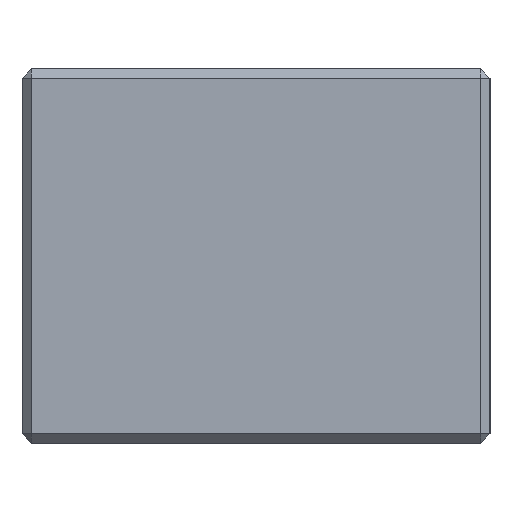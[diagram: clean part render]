
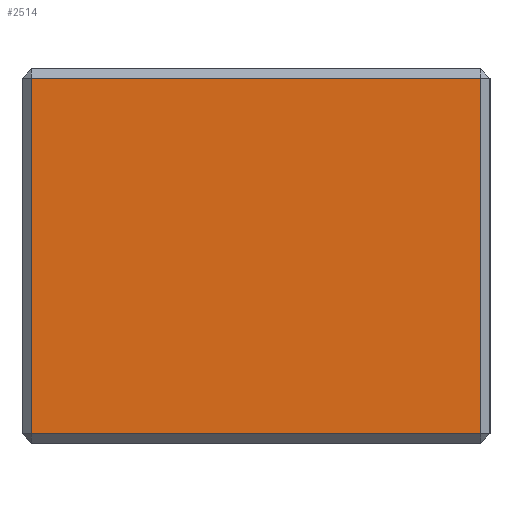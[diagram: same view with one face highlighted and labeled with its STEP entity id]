
A CAD part, left-side view. The second image highlights one B-rep face of the part: STEP entity #2514.
In plain terms, the highlighted planar face has unit normal (-1, 0, 0).
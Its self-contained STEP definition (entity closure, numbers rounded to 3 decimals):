
#282 = DIRECTION ( 'NONE',  ( 0., 0., 1. ) ) ;
#307 = CARTESIAN_POINT ( 'NONE',  ( -25., 1., 20. ) ) ;
#473 = DIRECTION ( 'NONE',  ( 0., 0., -1. ) ) ;
#1132 = AXIS2_PLACEMENT_3D ( 'NONE', #3506, #4986, #2769 ) ;
#1134 = ORIENTED_EDGE ( 'NONE', *, *, #1219, .T. ) ;
#1181 = DIRECTION ( 'NONE',  ( 0., 1., 0. ) ) ;
#1219 = EDGE_CURVE ( 'NONE', #5117, #2156, #5970, .T. ) ;
#1268 = ORIENTED_EDGE ( 'NONE', *, *, #4532, .T. ) ;
#1318 = LINE ( 'NONE', #8750, #9087 ) ;
#1324 = CARTESIAN_POINT ( 'NONE',  ( -25., 1., 19. ) ) ;
#2156 = VERTEX_POINT ( 'NONE', #3959 ) ;
#2514 = ADVANCED_FACE ( 'NONE', ( #5477 ), #2678, .F. ) ;
#2573 = EDGE_CURVE ( 'NONE', #9583, #5117, #1318, .T. ) ;
#2678 = PLANE ( 'NONE',  #1132 ) ;
#2769 = DIRECTION ( 'NONE',  ( 0., 1., 0. ) ) ;
#2904 = VECTOR ( 'NONE', #7577, 1000. ) ;
#3101 = CARTESIAN_POINT ( 'NONE',  ( -25., 49., 19. ) ) ;
#3115 = VERTEX_POINT ( 'NONE', #1324 ) ;
#3506 = CARTESIAN_POINT ( 'NONE',  ( -25., 50., 20. ) ) ;
#3959 = CARTESIAN_POINT ( 'NONE',  ( -25., 1., -19. ) ) ;
#4320 = CARTESIAN_POINT ( 'NONE',  ( -25., 50., 19. ) ) ;
#4476 = CARTESIAN_POINT ( 'NONE',  ( -25., 50., -19. ) ) ;
#4532 = EDGE_CURVE ( 'NONE', #3115, #9583, #5570, .T. ) ;
#4986 = DIRECTION ( 'NONE',  ( 1., 0., 0. ) ) ;
#5117 = VERTEX_POINT ( 'NONE', #7398 ) ;
#5477 = FACE_OUTER_BOUND ( 'NONE', #8256, .T. ) ;
#5570 = LINE ( 'NONE', #4320, #9061 ) ;
#5796 = ORIENTED_EDGE ( 'NONE', *, *, #8504, .T. ) ;
#5970 = LINE ( 'NONE', #4476, #2904 ) ;
#7122 = VECTOR ( 'NONE', #282, 1000. ) ;
#7398 = CARTESIAN_POINT ( 'NONE',  ( -25., 49., -19. ) ) ;
#7432 = ORIENTED_EDGE ( 'NONE', *, *, #2573, .T. ) ;
#7577 = DIRECTION ( 'NONE',  ( 0., -1., 0. ) ) ;
#8256 = EDGE_LOOP ( 'NONE', ( #7432, #1134, #5796, #1268 ) ) ;
#8504 = EDGE_CURVE ( 'NONE', #2156, #3115, #8725, .T. ) ;
#8725 = LINE ( 'NONE', #307, #7122 ) ;
#8750 = CARTESIAN_POINT ( 'NONE',  ( -25., 49., 20. ) ) ;
#9061 = VECTOR ( 'NONE', #1181, 1000. ) ;
#9087 = VECTOR ( 'NONE', #473, 1000. ) ;
#9583 = VERTEX_POINT ( 'NONE', #3101 ) ;
